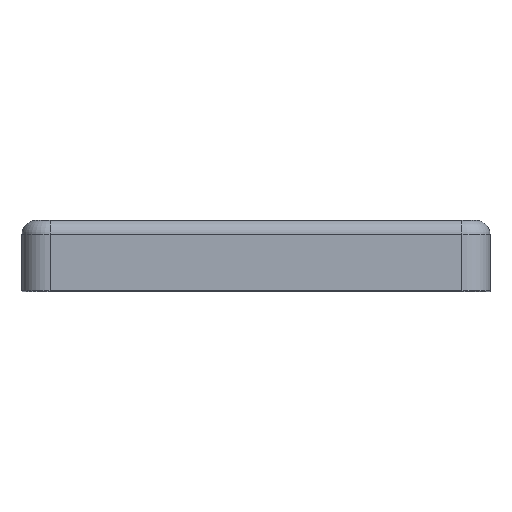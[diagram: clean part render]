
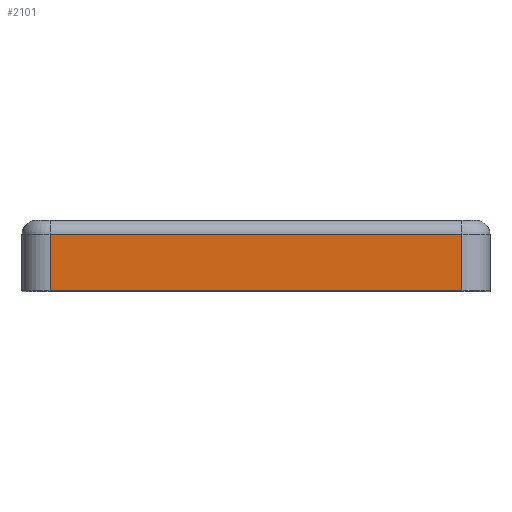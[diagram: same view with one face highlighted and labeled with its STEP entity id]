
A CAD part, top view. The second image highlights one B-rep face of the part: STEP entity #2101.
In plain terms, the highlighted planar face has unit normal (0, 0, 1).
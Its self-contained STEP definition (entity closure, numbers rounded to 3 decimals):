
#110 = VECTOR ( 'NONE', #1236, 1000. ) ;
#173 = CARTESIAN_POINT ( 'NONE',  ( 14.65, 0., 19.075 ) ) ;
#177 = DIRECTION ( 'NONE',  ( 1., 0., 0. ) ) ;
#191 = DIRECTION ( 'NONE',  ( 0., -1., 0. ) ) ;
#215 = CARTESIAN_POINT ( 'NONE',  ( -14.65, -5., 19.075 ) ) ;
#560 = LINE ( 'NONE', #173, #2318 ) ;
#632 = VERTEX_POINT ( 'NONE', #2040 ) ;
#746 = CARTESIAN_POINT ( 'NONE',  ( 14.65, -5., 19.075 ) ) ;
#796 = FACE_OUTER_BOUND ( 'NONE', #1354, .T. ) ;
#812 = CARTESIAN_POINT ( 'NONE',  ( -14.65, -1., 19.075 ) ) ;
#865 = DIRECTION ( 'NONE',  ( 1., 0., 0. ) ) ;
#1003 = CARTESIAN_POINT ( 'NONE',  ( -14.65, 0., 19.075 ) ) ;
#1112 = ORIENTED_EDGE ( 'NONE', *, *, #2080, .T. ) ;
#1195 = ORIENTED_EDGE ( 'NONE', *, *, #2576, .F. ) ;
#1221 = VERTEX_POINT ( 'NONE', #1845 ) ;
#1236 = DIRECTION ( 'NONE',  ( 1., 0., 0. ) ) ;
#1255 = VECTOR ( 'NONE', #865, 1000. ) ;
#1354 = EDGE_LOOP ( 'NONE', ( #1866, #1195, #1704, #1112 ) ) ;
#1375 = LINE ( 'NONE', #1003, #1439 ) ;
#1400 = PLANE ( 'NONE',  #2015 ) ;
#1405 = LINE ( 'NONE', #812, #110 ) ;
#1439 = VECTOR ( 'NONE', #2483, 1000. ) ;
#1603 = DIRECTION ( 'NONE',  ( 0., 0., 1. ) ) ;
#1704 = ORIENTED_EDGE ( 'NONE', *, *, #2680, .F. ) ;
#1731 = VERTEX_POINT ( 'NONE', #2656 ) ;
#1845 = CARTESIAN_POINT ( 'NONE',  ( -14.65, -1., 19.075 ) ) ;
#1866 = ORIENTED_EDGE ( 'NONE', *, *, #2198, .T. ) ;
#1925 = LINE ( 'NONE', #215, #1255 ) ;
#1975 = VERTEX_POINT ( 'NONE', #746 ) ;
#2015 = AXIS2_PLACEMENT_3D ( 'NONE', #2664, #1603, #177 ) ;
#2040 = CARTESIAN_POINT ( 'NONE',  ( -14.65, -5., 19.075 ) ) ;
#2080 = EDGE_CURVE ( 'NONE', #1221, #632, #1375, .T. ) ;
#2101 = ADVANCED_FACE ( 'NONE', ( #796 ), #1400, .T. ) ;
#2198 = EDGE_CURVE ( 'NONE', #632, #1975, #1925, .T. ) ;
#2318 = VECTOR ( 'NONE', #191, 1000. ) ;
#2483 = DIRECTION ( 'NONE',  ( 0., -1., 0. ) ) ;
#2576 = EDGE_CURVE ( 'NONE', #1731, #1975, #560, .T. ) ;
#2656 = CARTESIAN_POINT ( 'NONE',  ( 14.65, -1., 19.075 ) ) ;
#2664 = CARTESIAN_POINT ( 'NONE',  ( -14.65, 0., 19.075 ) ) ;
#2680 = EDGE_CURVE ( 'NONE', #1221, #1731, #1405, .T. ) ;
